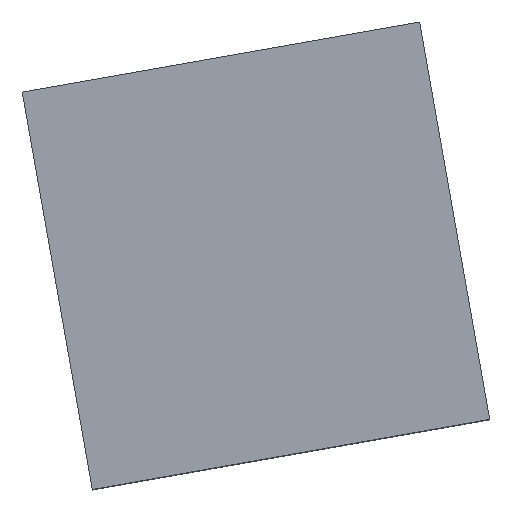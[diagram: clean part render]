
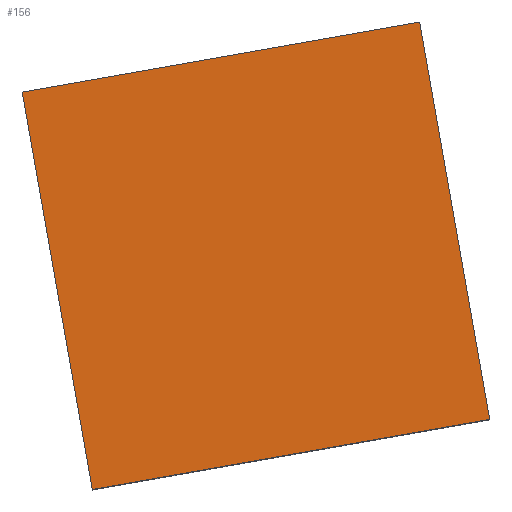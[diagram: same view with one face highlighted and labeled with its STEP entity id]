
A CAD part, top view. The second image highlights one B-rep face of the part: STEP entity #156.
In plain terms, the highlighted planar face has unit normal (0, 0, 1).
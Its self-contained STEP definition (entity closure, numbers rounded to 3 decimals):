
#156=ADVANCED_FACE('',(#296),#297,.T.);
#296=FACE_OUTER_BOUND('',#442,.T.);
#297=PLANE('',#443);
#442=EDGE_LOOP('',(#715,#716,#717,#718));
#443=AXIS2_PLACEMENT_3D('',#719,#720,#721);
#715=ORIENTED_EDGE('',*,*,#906,.T.);
#716=ORIENTED_EDGE('',*,*,#907,.T.);
#717=ORIENTED_EDGE('',*,*,#908,.T.);
#718=ORIENTED_EDGE('',*,*,#909,.T.);
#719=CARTESIAN_POINT('',(0.,0.,27.746));
#720=DIRECTION('',(0.,0.,1.0));
#721=DIRECTION('',(1.0,0.,0.));
#906=EDGE_CURVE('',#1162,#1163,#1164,.T.);
#907=EDGE_CURVE('',#1163,#1165,#1166,.T.);
#908=EDGE_CURVE('',#1165,#1167,#1168,.T.);
#909=EDGE_CURVE('',#1167,#1162,#1169,.T.);
#1162=VERTEX_POINT('',#1498);
#1163=VERTEX_POINT('',#1499);
#1164=LINE('',#1500,#1501);
#1165=VERTEX_POINT('',#1502);
#1166=LINE('',#1503,#1504);
#1167=VERTEX_POINT('',#1505);
#1168=LINE('',#1506,#1507);
#1169=LINE('',#1508,#1509);
#1498=CARTESIAN_POINT('',(-16.223,-23.169,27.746));
#1499=CARTESIAN_POINT('',(23.169,-16.223,27.746));
#1500=CARTESIAN_POINT('',(-16.223,-23.169,27.746));
#1501=VECTOR('',#1713,1.);
#1502=CARTESIAN_POINT('',(16.223,23.169,27.746));
#1503=CARTESIAN_POINT('',(23.169,-16.223,27.746));
#1504=VECTOR('',#1714,1.);
#1505=CARTESIAN_POINT('',(-23.169,16.223,27.746));
#1506=CARTESIAN_POINT('',(16.223,23.169,27.746));
#1507=VECTOR('',#1715,1.);
#1508=CARTESIAN_POINT('',(-23.169,16.223,27.746));
#1509=VECTOR('',#1716,1.);
#1713=DIRECTION('',(0.985,0.174,0.0));
#1714=DIRECTION('',(-0.174,0.985,0.0));
#1715=DIRECTION('',(-0.985,-0.174,0.0));
#1716=DIRECTION('',(0.174,-0.985,0.0));
